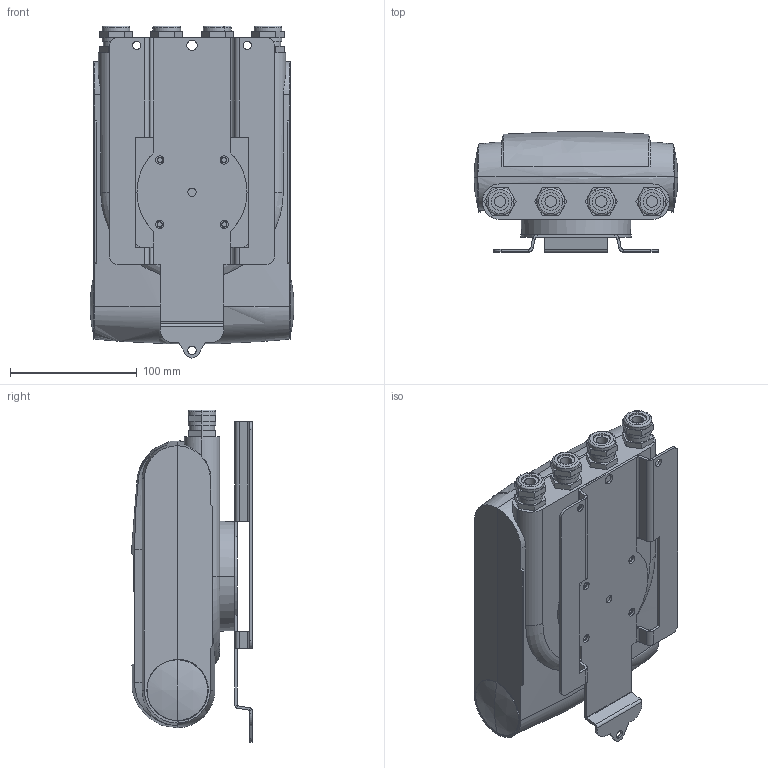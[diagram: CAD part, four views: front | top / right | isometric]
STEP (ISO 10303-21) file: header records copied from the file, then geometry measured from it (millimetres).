
FILE_DESCRIPTION (( 'STEP AP203' ), '1' );
FILE_NAME ('KROHNE_100W.STEP', '2012-09-14T13:48:38', ( '' ), ( '' ), 'SwSTEP 2.0', 'SolidWorks 2012', '' );
FILE_SCHEMA (( 'CONFIG_CONTROL_DESIGN' ));
Length unit declared in the file: millimetre
Products named in the file (1): KROHNE_100W
Bounding box: 161 x 95.18 x 262.3 mm (x, y, z)
Surface area: 286737.7 mm2 (no closed solid volume)
Topology: 0 solids, 17 shells, 584 faces, 1499 edges, 970 vertices
Faces by surface type: plane 387, cylinder 128, bspline 32, torus 23, cone 10, sphere 4
Entity records: 19863 total; most frequent: CARTESIAN_POINT 5515, ORIENTED_EDGE 2942, DIRECTION 2903, EDGE_CURVE 1499, LINE 1015, VECTOR 1015, VERTEX_POINT 970, AXIS2_PLACEMENT_3D 944
